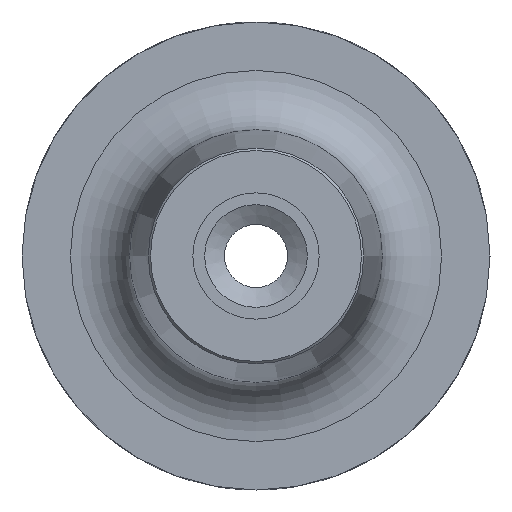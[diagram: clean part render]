
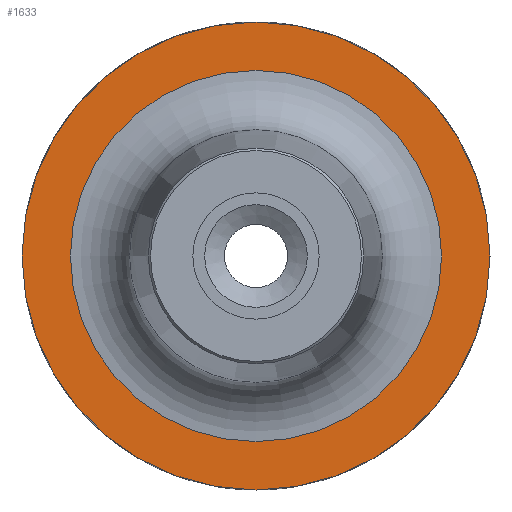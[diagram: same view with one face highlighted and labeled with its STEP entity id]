
A CAD part, left-side view. The second image highlights one B-rep face of the part: STEP entity #1633.
In plain terms, the highlighted planar face has unit normal (-1, 0, 0).
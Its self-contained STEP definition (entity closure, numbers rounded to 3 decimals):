
#37=FACE_BOUND('',#380,.T.);
#74=PLANE('',#1837);
#281=FACE_OUTER_BOUND('',#379,.T.);
#379=EDGE_LOOP('',(#1462,#1463));
#380=EDGE_LOOP('',(#1464,#1465));
#613=CIRCLE('',#1835,24.982);
#614=CIRCLE('',#1836,24.982);
#615=CIRCLE('',#1838,31.5);
#616=CIRCLE('',#1839,31.5);
#783=VERTEX_POINT('',#4033);
#784=VERTEX_POINT('',#4035);
#785=VERTEX_POINT('',#4039);
#786=VERTEX_POINT('',#4040);
#1029=EDGE_CURVE('',#784,#783,#613,.T.);
#1030=EDGE_CURVE('',#783,#784,#614,.T.);
#1031=EDGE_CURVE('',#785,#786,#615,.T.);
#1032=EDGE_CURVE('',#786,#785,#616,.T.);
#1462=ORIENTED_EDGE('',*,*,#1031,.F.);
#1463=ORIENTED_EDGE('',*,*,#1032,.F.);
#1464=ORIENTED_EDGE('',*,*,#1029,.T.);
#1465=ORIENTED_EDGE('',*,*,#1030,.T.);
#1633=ADVANCED_FACE('',(#281,#37),#74,.T.);
#1835=AXIS2_PLACEMENT_3D('',#4036,#2265,#2266);
#1836=AXIS2_PLACEMENT_3D('',#4037,#2267,#2268);
#1837=AXIS2_PLACEMENT_3D('',#4038,#2269,#2270);
#1838=AXIS2_PLACEMENT_3D('',#4041,#2271,#2272);
#1839=AXIS2_PLACEMENT_3D('',#4042,#2273,#2274);
#2265=DIRECTION('center_axis',(1.,0.,0.));
#2266=DIRECTION('ref_axis',(0.,1.,0.));
#2267=DIRECTION('center_axis',(1.,0.,0.));
#2268=DIRECTION('ref_axis',(0.,1.,0.));
#2269=DIRECTION('center_axis',(-1.,0.,0.));
#2270=DIRECTION('ref_axis',(0.,0.,1.));
#2271=DIRECTION('center_axis',(1.,0.,0.));
#2272=DIRECTION('ref_axis',(0.,1.,0.));
#2273=DIRECTION('center_axis',(1.,0.,0.));
#2274=DIRECTION('ref_axis',(0.,1.,0.));
#4033=CARTESIAN_POINT('',(-22.,0.,24.982));
#4035=CARTESIAN_POINT('',(-22.,24.982,0.));
#4036=CARTESIAN_POINT('Origin',(-22.,0.,0.));
#4037=CARTESIAN_POINT('Origin',(-22.,0.,0.));
#4038=CARTESIAN_POINT('Origin',(-22.,28.241,0.));
#4039=CARTESIAN_POINT('',(-22.,31.5,0.));
#4040=CARTESIAN_POINT('',(-22.,-31.5,0.));
#4041=CARTESIAN_POINT('Origin',(-22.,0.,0.));
#4042=CARTESIAN_POINT('Origin',(-22.,0.,0.));
